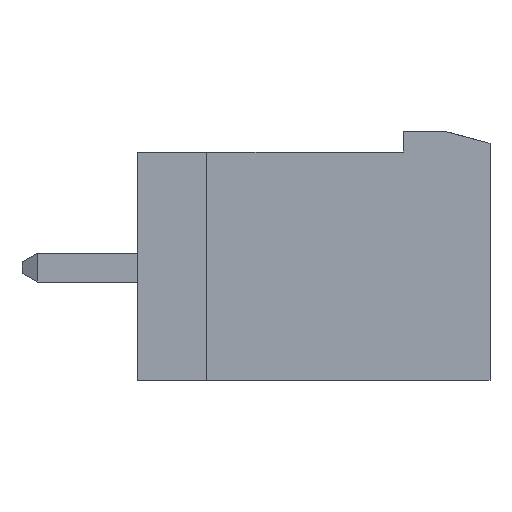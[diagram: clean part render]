
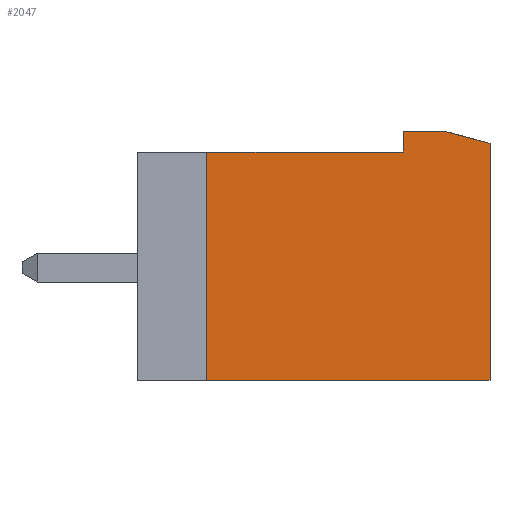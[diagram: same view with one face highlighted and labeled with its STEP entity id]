
A CAD part, front view. The second image highlights one B-rep face of the part: STEP entity #2047.
In plain terms, the highlighted planar face has unit normal (0, -1, 0).
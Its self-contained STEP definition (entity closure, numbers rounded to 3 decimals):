
#2047 = ADVANCED_FACE( '', ( #4285 ), #4286, .F. );
#4285 = FACE_OUTER_BOUND( '', #6639, .T. );
#4286 = PLANE( '', #6640 );
#6639 = EDGE_LOOP( '', ( #12506, #12507, #12508, #12509, #12510, #12511, #12512 ) );
#6640 = AXIS2_PLACEMENT_3D( '', #12513, #12514, #12515 );
#12506 = ORIENTED_EDGE( '', *, *, #16044, .T. );
#12507 = ORIENTED_EDGE( '', *, *, #15863, .T. );
#12508 = ORIENTED_EDGE( '', *, *, #14945, .T. );
#12509 = ORIENTED_EDGE( '', *, *, #16152, .T. );
#12510 = ORIENTED_EDGE( '', *, *, #15306, .T. );
#12511 = ORIENTED_EDGE( '', *, *, #14339, .T. );
#12512 = ORIENTED_EDGE( '', *, *, #15918, .T. );
#12513 = CARTESIAN_POINT( '', ( 0., -107.68, 420.7 ) );
#12514 = DIRECTION( '', ( 0., 1., 0. ) );
#12515 = DIRECTION( '', ( -1., 0., 0. ) );
#14339 = EDGE_CURVE( '', #17390, #17388, #17391, .T. );
#14945 = EDGE_CURVE( '', #18355, #18356, #18357, .T. );
#15306 = EDGE_CURVE( '', #18874, #17390, #18875, .T. );
#15863 = EDGE_CURVE( '', #19607, #18355, #19608, .T. );
#15918 = EDGE_CURVE( '', #17388, #19677, #19679, .T. );
#16044 = EDGE_CURVE( '', #19677, #19607, #19826, .T. );
#16152 = EDGE_CURVE( '', #18356, #18874, #19943, .T. );
#17388 = VERTEX_POINT( '', #21667 );
#17390 = VERTEX_POINT( '', #21670 );
#17391 = LINE( '', #21671, #21672 );
#18355 = VERTEX_POINT( '', #23113 );
#18356 = VERTEX_POINT( '', #23114 );
#18357 = LINE( '', #23115, #23116 );
#18874 = VERTEX_POINT( '', #23899 );
#18875 = LINE( '', #23900, #23901 );
#19607 = VERTEX_POINT( '', #25010 );
#19608 = LINE( '', #25011, #25012 );
#19677 = VERTEX_POINT( '', #25111 );
#19679 = LINE( '', #25114, #25115 );
#19826 = LINE( '', #25335, #25336 );
#19943 = LINE( '', #25505, #25506 );
#21667 = CARTESIAN_POINT( '', ( 1.507, -107.68, 420.7 ) );
#21670 = CARTESIAN_POINT( '', ( 3., -107.68, 420.3 ) );
#21671 = CARTESIAN_POINT( '', ( 1.507, -107.68, 420.7 ) );
#21672 = VECTOR( '', #26301, 1000. );
#23113 = CARTESIAN_POINT( '', ( -6.8, -107.68, 420. ) );
#23114 = CARTESIAN_POINT( '', ( -6.8, -107.68, 412.1 ) );
#23115 = CARTESIAN_POINT( '', ( -6.8, -107.68, 412.1 ) );
#23116 = VECTOR( '', #26806, 1000. );
#23899 = CARTESIAN_POINT( '', ( 3., -107.68, 412.1 ) );
#23900 = CARTESIAN_POINT( '', ( 3., -107.68, 420.3 ) );
#23901 = VECTOR( '', #27109, 1000. );
#25010 = CARTESIAN_POINT( '', ( 0., -107.68, 420. ) );
#25011 = CARTESIAN_POINT( '', ( -6.8, -107.68, 420. ) );
#25012 = VECTOR( '', #27538, 1000. );
#25111 = CARTESIAN_POINT( '', ( 0., -107.68, 420.7 ) );
#25114 = CARTESIAN_POINT( '', ( 0., -107.68, 420.7 ) );
#25115 = VECTOR( '', #27594, 1000. );
#25335 = CARTESIAN_POINT( '', ( 0., -107.68, 420.2 ) );
#25336 = VECTOR( '', #27668, 1000. );
#25505 = CARTESIAN_POINT( '', ( 3., -107.68, 412.1 ) );
#25506 = VECTOR( '', #27724, 1000. );
#26301 = DIRECTION( '', ( -0.966, 0., 0.259 ) );
#26806 = DIRECTION( '', ( 0., 0., -1. ) );
#27109 = DIRECTION( '', ( 0., 0., 1. ) );
#27538 = DIRECTION( '', ( -1., 0., 0. ) );
#27594 = DIRECTION( '', ( -1., 0., 0. ) );
#27668 = DIRECTION( '', ( 0., 0., -1. ) );
#27724 = DIRECTION( '', ( 1., 0., 0. ) );
